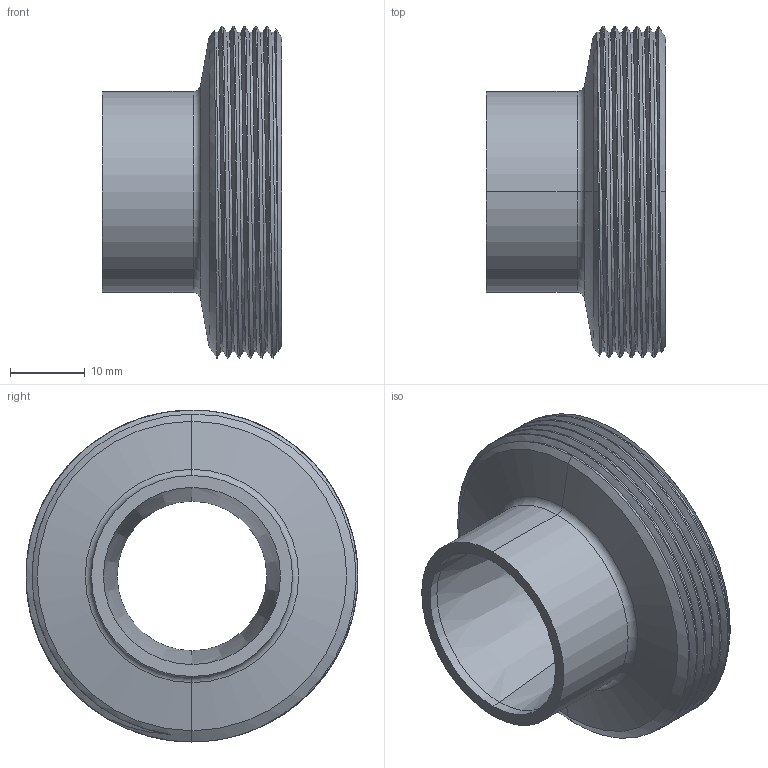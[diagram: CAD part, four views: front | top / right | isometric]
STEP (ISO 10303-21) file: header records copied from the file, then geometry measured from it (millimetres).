
FILE_DESCRIPTION (( 'STEP AP203' ), '1' );
FILE_NAME ('3D-M2101P_26.9x1.6_174094020.STEP', '2024-09-04T14:00:06', ( '' ), ( '' ), 'SwSTEP 2.0', 'SolidWorks 2024', '' );
FILE_SCHEMA (( 'CONFIG_CONTROL_DESIGN' ));
Length unit declared in the file: millimetre
Products named in the file (1): 3D-M2101P_26.9x1.6_174094020
Bounding box: 24 x 44.41 x 44.42 mm (x, y, z)
Volume: 11866.9 mm3; surface area: 7287.4 mm2
Topology: 1 solids, 1 shells, 41 faces, 98 edges, 61 vertices
Faces by surface type: cylinder 22, cone 10, plane 4, bspline 3, torus 2
Entity records: 4313 total; most frequent: CARTESIAN_POINT 3345, ORIENTED_EDGE 196, DIRECTION 175, EDGE_CURVE 98, AXIS2_PLACEMENT_3D 72, VERTEX_POINT 61, EDGE_LOOP 45, FACE_OUTER_BOUND 41
